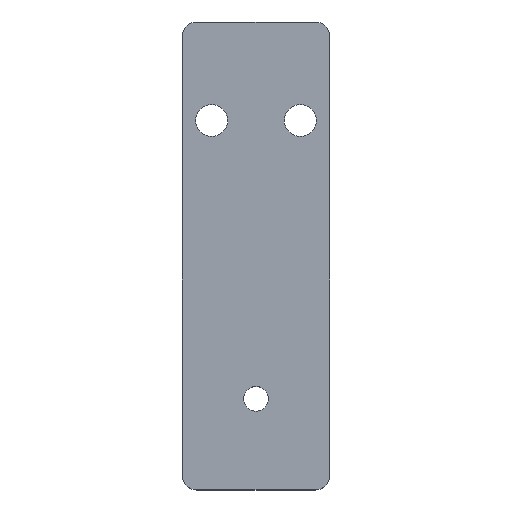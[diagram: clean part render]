
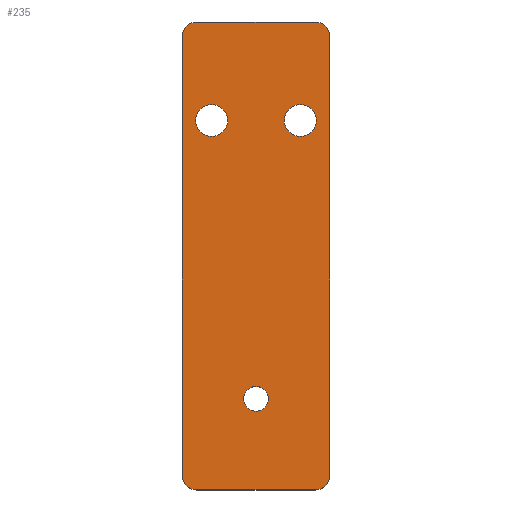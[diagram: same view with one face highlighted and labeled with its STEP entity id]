
A CAD part, top view. The second image highlights one B-rep face of the part: STEP entity #235.
In plain terms, the highlighted planar face has unit normal (0, 0, 1).
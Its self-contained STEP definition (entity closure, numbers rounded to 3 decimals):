
#29=FACE_BOUND('',#56,.T.);
#30=FACE_BOUND('',#57,.T.);
#31=FACE_BOUND('',#58,.T.);
#36=FACE_OUTER_BOUND('',#55,.T.);
#55=EDGE_LOOP('',(#182,#183,#184,#185,#186,#187,#188,#189));
#56=EDGE_LOOP('',(#190));
#57=EDGE_LOOP('',(#191));
#58=EDGE_LOOP('',(#192));
#74=CIRCLE('',#255,3.25);
#75=CIRCLE('',#257,3.25);
#76=CIRCLE('',#259,2.5);
#77=CIRCLE('',#261,3.);
#78=CIRCLE('',#262,3.);
#79=CIRCLE('',#263,3.);
#80=CIRCLE('',#264,3.);
#85=LINE('',#381,#101);
#86=LINE('',#385,#102);
#87=LINE('',#389,#103);
#88=LINE('',#393,#104);
#101=VECTOR('',#309,24.);
#102=VECTOR('',#312,89.);
#103=VECTOR('',#315,24.);
#104=VECTOR('',#318,89.);
#124=VERTEX_POINT('',#370);
#125=VERTEX_POINT('',#373);
#126=VERTEX_POINT('',#376);
#127=VERTEX_POINT('',#379);
#128=VERTEX_POINT('',#380);
#129=VERTEX_POINT('',#382);
#130=VERTEX_POINT('',#384);
#131=VERTEX_POINT('',#386);
#132=VERTEX_POINT('',#388);
#133=VERTEX_POINT('',#390);
#134=VERTEX_POINT('',#392);
#146=EDGE_CURVE('',#124,#124,#74,.T.);
#147=EDGE_CURVE('',#125,#125,#75,.T.);
#148=EDGE_CURVE('',#126,#126,#76,.T.);
#149=EDGE_CURVE('',#127,#128,#85,.T.);
#150=EDGE_CURVE('',#128,#129,#77,.T.);
#151=EDGE_CURVE('',#129,#130,#86,.T.);
#152=EDGE_CURVE('',#130,#131,#78,.T.);
#153=EDGE_CURVE('',#131,#132,#87,.T.);
#154=EDGE_CURVE('',#132,#133,#79,.T.);
#155=EDGE_CURVE('',#133,#134,#88,.T.);
#156=EDGE_CURVE('',#134,#127,#80,.T.);
#182=ORIENTED_EDGE('',*,*,#149,.T.);
#183=ORIENTED_EDGE('',*,*,#150,.T.);
#184=ORIENTED_EDGE('',*,*,#151,.T.);
#185=ORIENTED_EDGE('',*,*,#152,.T.);
#186=ORIENTED_EDGE('',*,*,#153,.T.);
#187=ORIENTED_EDGE('',*,*,#154,.T.);
#188=ORIENTED_EDGE('',*,*,#155,.T.);
#189=ORIENTED_EDGE('',*,*,#156,.T.);
#190=ORIENTED_EDGE('',*,*,#148,.T.);
#191=ORIENTED_EDGE('',*,*,#146,.T.);
#192=ORIENTED_EDGE('',*,*,#147,.T.);
#226=PLANE('',#260);
#235=ADVANCED_FACE('',(#36,#29,#30,#31),#226,.T.);
#255=AXIS2_PLACEMENT_3D('',#371,#297,#298);
#257=AXIS2_PLACEMENT_3D('',#374,#301,#302);
#259=AXIS2_PLACEMENT_3D('',#377,#305,#306);
#260=AXIS2_PLACEMENT_3D('',#378,#307,#308);
#261=AXIS2_PLACEMENT_3D('',#383,#310,#311);
#262=AXIS2_PLACEMENT_3D('',#387,#313,#314);
#263=AXIS2_PLACEMENT_3D('',#391,#316,#317);
#264=AXIS2_PLACEMENT_3D('',#394,#319,#320);
#297=DIRECTION('center_axis',(0.,0.,-1.));
#298=DIRECTION('ref_axis',(-1.,0.,0.));
#301=DIRECTION('center_axis',(0.,0.,-1.));
#302=DIRECTION('ref_axis',(-1.,0.,0.));
#305=DIRECTION('center_axis',(0.,0.,-1.));
#306=DIRECTION('ref_axis',(-1.,0.,0.));
#307=DIRECTION('center_axis',(0.,0.,1.));
#308=DIRECTION('ref_axis',(1.,0.,0.));
#309=DIRECTION('',(-1.,0.,0.));
#310=DIRECTION('center_axis',(0.,0.,1.));
#311=DIRECTION('ref_axis',(0.,-1.,0.));
#312=DIRECTION('',(0.,-1.,0.));
#313=DIRECTION('center_axis',(0.,0.,1.));
#314=DIRECTION('ref_axis',(1.,0.,0.));
#315=DIRECTION('',(1.,0.,0.));
#316=DIRECTION('center_axis',(0.,0.,1.));
#317=DIRECTION('ref_axis',(0.,1.,0.));
#318=DIRECTION('',(0.,1.,0.));
#319=DIRECTION('center_axis',(0.,0.,1.));
#320=DIRECTION('ref_axis',(-1.,0.,0.));
#370=CARTESIAN_POINT('',(-5.75,56.5,5.));
#371=CARTESIAN_POINT('Origin',(-9.,56.5,5.));
#373=CARTESIAN_POINT('',(12.25,56.5,5.));
#374=CARTESIAN_POINT('Origin',(9.,56.5,5.));
#376=CARTESIAN_POINT('',(2.5,0.,5.));
#377=CARTESIAN_POINT('Origin',(0.,0.,5.));
#378=CARTESIAN_POINT('Origin',(0.,29.,5.));
#379=CARTESIAN_POINT('',(12.,76.5,5.));
#380=CARTESIAN_POINT('',(-12.,76.5,5.));
#381=CARTESIAN_POINT('',(-12.,76.5,5.));
#382=CARTESIAN_POINT('',(-15.,73.5,5.));
#383=CARTESIAN_POINT('Origin',(-12.,73.5,5.));
#384=CARTESIAN_POINT('',(-15.,-15.5,5.));
#385=CARTESIAN_POINT('',(-15.,-15.5,5.));
#386=CARTESIAN_POINT('',(-12.,-18.5,5.));
#387=CARTESIAN_POINT('Origin',(-12.,-15.5,5.));
#388=CARTESIAN_POINT('',(12.,-18.5,5.));
#389=CARTESIAN_POINT('',(12.,-18.5,5.));
#390=CARTESIAN_POINT('',(15.,-15.5,5.));
#391=CARTESIAN_POINT('Origin',(12.,-15.5,5.));
#392=CARTESIAN_POINT('',(15.,73.5,5.));
#393=CARTESIAN_POINT('',(15.,73.5,5.));
#394=CARTESIAN_POINT('Origin',(12.,73.5,5.));
